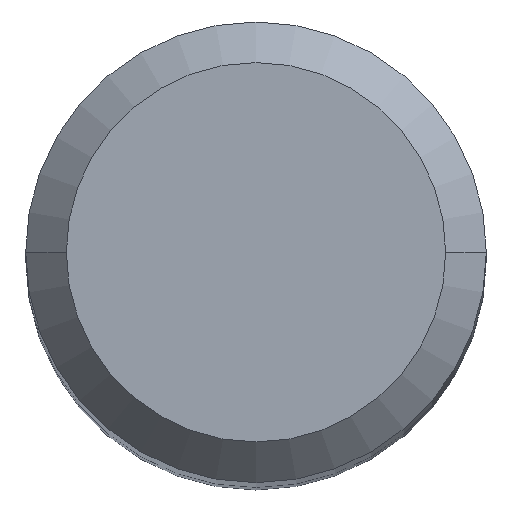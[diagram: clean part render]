
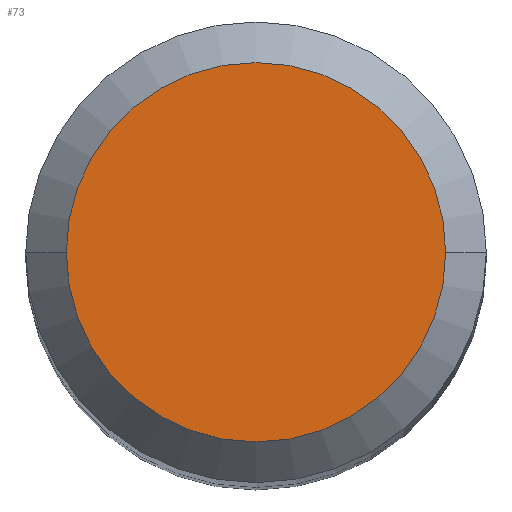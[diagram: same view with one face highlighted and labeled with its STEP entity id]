
A CAD part, top view. The second image highlights one B-rep face of the part: STEP entity #73.
In plain terms, the highlighted planar face has unit normal (0, 0, 1).
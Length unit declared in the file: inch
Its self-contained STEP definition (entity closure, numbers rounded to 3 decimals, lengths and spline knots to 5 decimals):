
#1 = DIRECTION ( 'NONE',  ( 0., 0., -1. ) ) ;
#27 = CARTESIAN_POINT ( 'NONE',  ( 0., 0., 0. ) ) ;
#57 = VERTEX_POINT ( 'NONE', #208 ) ;
#58 = PLANE ( 'NONE',  #72 ) ;
#61 = DIRECTION ( 'NONE',  ( 0., 0., 1. ) ) ;
#65 = DIRECTION ( 'NONE',  ( 0., 0., 1. ) ) ;
#72 = AXIS2_PLACEMENT_3D ( 'NONE', #111, #1, #240 ) ;
#73 = ADVANCED_FACE ( 'NONE', ( #332 ), #58, .F. ) ;
#95 = EDGE_CURVE ( 'NONE', #57, #317, #113, .T. ) ;
#109 = ORIENTED_EDGE ( 'NONE', *, *, #215, .T. ) ;
#111 = CARTESIAN_POINT ( 'NONE',  ( 0., 0., 0. ) ) ;
#113 = CIRCLE ( 'NONE', #126, 0.1459 ) ;
#126 = AXIS2_PLACEMENT_3D ( 'NONE', #27, #61, #297 ) ;
#152 = CARTESIAN_POINT ( 'NONE',  ( 0., 0., 0. ) ) ;
#180 = DIRECTION ( 'NONE',  ( 1., 0., 0. ) ) ;
#208 = CARTESIAN_POINT ( 'NONE',  ( 0.1459, 0., 0. ) ) ;
#215 = EDGE_CURVE ( 'NONE', #317, #57, #220, .T. ) ;
#220 = CIRCLE ( 'NONE', #242, 0.1459 ) ;
#225 = ORIENTED_EDGE ( 'NONE', *, *, #95, .T. ) ;
#240 = DIRECTION ( 'NONE',  ( -1., 0., 0. ) ) ;
#242 = AXIS2_PLACEMENT_3D ( 'NONE', #152, #65, #180 ) ;
#289 = CARTESIAN_POINT ( 'NONE',  ( -0.1459, 0., 0. ) ) ;
#297 = DIRECTION ( 'NONE',  ( 1., 0., 0. ) ) ;
#317 = VERTEX_POINT ( 'NONE', #289 ) ;
#330 = EDGE_LOOP ( 'NONE', ( #109, #225 ) ) ;
#332 = FACE_OUTER_BOUND ( 'NONE', #330, .T. ) ;
